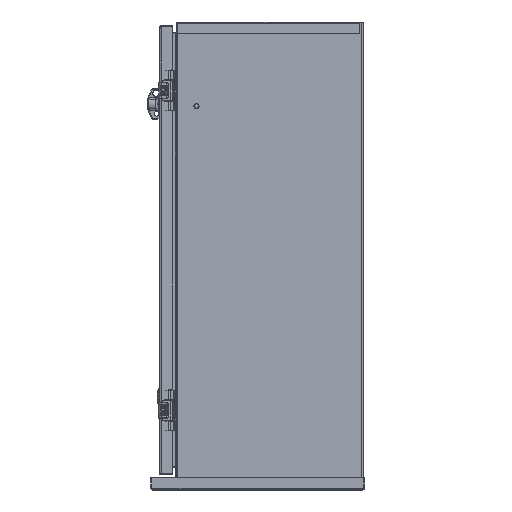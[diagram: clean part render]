
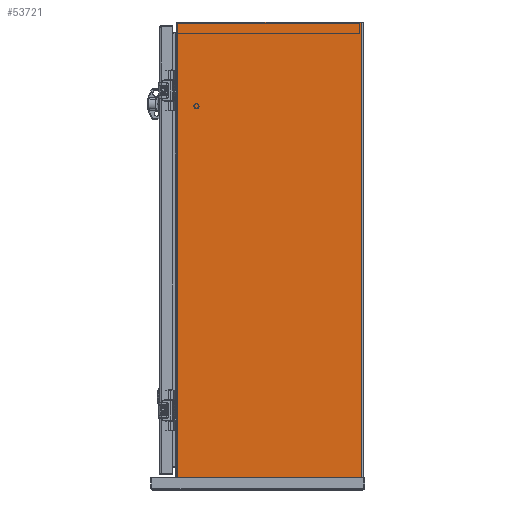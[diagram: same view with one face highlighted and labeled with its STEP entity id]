
A CAD part, left-side view. The second image highlights one B-rep face of the part: STEP entity #53721.
In plain terms, the highlighted planar face has unit normal (-1, 0, 0).
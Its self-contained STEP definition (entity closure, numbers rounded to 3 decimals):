
#2982 = ORIENTED_EDGE ( 'NONE', *, *, #50949, .T. ) ;
#3093 = LINE ( 'NONE', #84402, #58324 ) ;
#3546 = DIRECTION ( 'NONE',  ( -1., 0., 0. ) ) ;
#8511 = EDGE_CURVE ( 'NONE', #46810, #20702, #3093, .T. ) ;
#10420 = DIRECTION ( 'NONE',  ( 0., 0., 1. ) ) ;
#14012 = CARTESIAN_POINT ( 'NONE',  ( -12., 11.888, -29.94 ) ) ;
#20702 = VERTEX_POINT ( 'NONE', #42849 ) ;
#21384 = CARTESIAN_POINT ( 'NONE',  ( -12., 0.127, 0. ) ) ;
#24856 = DIRECTION ( 'NONE',  ( 0., -1., 0. ) ) ;
#26074 = CARTESIAN_POINT ( 'NONE',  ( -12., 11.888, 0. ) ) ;
#27055 = VECTOR ( 'NONE', #24856, 39.37 ) ;
#28729 = LINE ( 'NONE', #21384, #29241 ) ;
#29241 = VECTOR ( 'NONE', #36070, 39.37 ) ;
#31557 = EDGE_CURVE ( 'NONE', #46810, #51037, #28729, .T. ) ;
#36070 = DIRECTION ( 'NONE',  ( 0., 0., -1. ) ) ;
#40024 = LINE ( 'NONE', #55170, #27055 ) ;
#40610 = EDGE_LOOP ( 'NONE', ( #72106, #74380, #2982, #82017 ) ) ;
#42735 = CARTESIAN_POINT ( 'NONE',  ( -12., 11.888, 0. ) ) ;
#42849 = CARTESIAN_POINT ( 'NONE',  ( -12., 11.888, 0. ) ) ;
#43694 = LINE ( 'NONE', #42735, #56487 ) ;
#46810 = VERTEX_POINT ( 'NONE', #73010 ) ;
#49078 = PLANE ( 'NONE',  #73966 ) ;
#50545 = CARTESIAN_POINT ( 'NONE',  ( -12., 0.127, -29.94 ) ) ;
#50949 = EDGE_CURVE ( 'NONE', #20702, #77831, #43694, .T. ) ;
#51037 = VERTEX_POINT ( 'NONE', #50545 ) ;
#53721 = ADVANCED_FACE ( 'NONE', ( #71578 ), #49078, .T. ) ;
#55170 = CARTESIAN_POINT ( 'NONE',  ( -12., 11.888, -29.94 ) ) ;
#56487 = VECTOR ( 'NONE', #88219, 39.37 ) ;
#58324 = VECTOR ( 'NONE', #77508, 39.37 ) ;
#71578 = FACE_OUTER_BOUND ( 'NONE', #40610, .T. ) ;
#72106 = ORIENTED_EDGE ( 'NONE', *, *, #31557, .F. ) ;
#73010 = CARTESIAN_POINT ( 'NONE',  ( -12., 0.127, 0. ) ) ;
#73966 = AXIS2_PLACEMENT_3D ( 'NONE', #26074, #3546, #10420 ) ;
#74380 = ORIENTED_EDGE ( 'NONE', *, *, #8511, .T. ) ;
#77508 = DIRECTION ( 'NONE',  ( 0., 1., 0. ) ) ;
#77831 = VERTEX_POINT ( 'NONE', #14012 ) ;
#82017 = ORIENTED_EDGE ( 'NONE', *, *, #83462, .T. ) ;
#83462 = EDGE_CURVE ( 'NONE', #77831, #51037, #40024, .T. ) ;
#84402 = CARTESIAN_POINT ( 'NONE',  ( -12., 11.888, 0. ) ) ;
#88219 = DIRECTION ( 'NONE',  ( 0., 0., -1. ) ) ;
